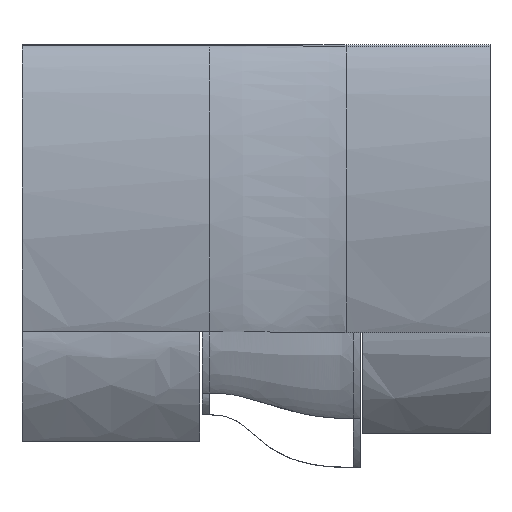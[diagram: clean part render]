
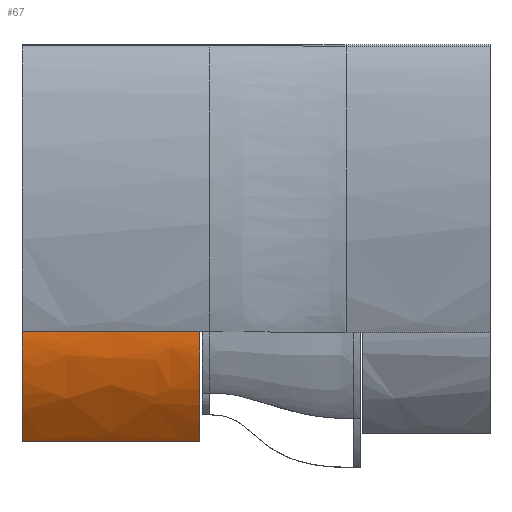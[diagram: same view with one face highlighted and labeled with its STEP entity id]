
A CAD part, front view. The second image highlights one B-rep face of the part: STEP entity #67.
In plain terms, the highlighted free-form (B-spline) face has degree [1, 3] with [2, 23] control points.
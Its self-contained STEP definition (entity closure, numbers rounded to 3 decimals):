
#67=ADVANCED_FACE('',(#99),#424,.T.);
#99=FACE_OUTER_BOUND('',#131,.T.);
#131=EDGE_LOOP('',(#231,#232,#233,#234));
#231=ORIENTED_EDGE('',*,*,#298,.F.);
#232=ORIENTED_EDGE('',*,*,#299,.F.);
#233=ORIENTED_EDGE('',*,*,#300,.F.);
#234=ORIENTED_EDGE('',*,*,#297,.F.);
#297=EDGE_CURVE('',#399,#400,#357,.T.);
#298=EDGE_CURVE('',#401,#399,#358,.T.);
#299=EDGE_CURVE('',#402,#401,#359,.T.);
#300=EDGE_CURVE('',#400,#402,#360,.T.);
#357=B_SPLINE_CURVE_WITH_KNOTS('',3,(#18322,#18323,#18324,#18325,#18326,
#18327,#18328,#18329,#18330,#18331,#18332,#18333,#18334,#18335,#18336,#18337,
#18338,#18339,#18340,#18341,#18342,#18343),.UNSPECIFIED.,.F.,.F.,(4,1,1,
1,1,1,1,1,1,1,1,1,1,1,1,1,1,1,1,4),(-209.4,-206.267,
-199.154,-190.046,-179.142,-166.679,
-152.926,-138.181,-122.761,-107.001,
-91.24,-75.819,-61.071,-47.315,
-34.847,-23.939,-14.825,-7.702,
-2.724,0.),.UNSPECIFIED.);
#358=B_SPLINE_CURVE_WITH_KNOTS('',1,(#18344,#18345),.UNSPECIFIED.,.F.,.F.,
(2,2),(-247.,0.),.UNSPECIFIED.);
#359=B_SPLINE_CURVE_WITH_KNOTS('',3,(#18346,#18347,#18348,#18349,#18350,
#18351,#18352,#18353,#18354,#18355,#18356,#18357,#18358,#18359,#18360,#18361,
#18362,#18363,#18364,#18365,#18366,#18367),.UNSPECIFIED.,.F.,.F.,(4,1,1,
1,1,1,1,1,1,1,1,1,1,1,1,1,1,1,1,4),(-209.4,-206.676,
-201.698,-194.575,-185.461,-174.553,
-162.086,-148.329,-133.581,-118.16,
-102.399,-86.639,-71.219,-56.474,
-42.721,-30.258,-19.354,-10.246,
-3.133,0.),.UNSPECIFIED.);
#360=B_SPLINE_CURVE_WITH_KNOTS('',1,(#18368,#18369),.UNSPECIFIED.,.F.,.F.,
(2,2),(-247.,0.),.UNSPECIFIED.);
#399=VERTEX_POINT('',#18318);
#400=VERTEX_POINT('',#18319);
#401=VERTEX_POINT('',#18320);
#402=VERTEX_POINT('',#18321);
#424=B_SPLINE_SURFACE_WITH_KNOTS('',1,3,((#18220,#18221,#18222,#18223,#18224,
#18225,#18226,#18227,#18228,#18229,#18230,#18231,#18232,#18233,#18234,#18235,
#18236,#18237,#18238,#18239,#18240,#18241,#18242),(#18243,#18244,#18245,
#18246,#18247,#18248,#18249,#18250,#18251,#18252,#18253,#18254,#18255,#18256,
#18257,#18258,#18259,#18260,#18261,#18262,#18263,#18264,#18265)),
 .UNSPECIFIED.,.F.,.F.,.F.,(2,2),(4,1,1,1,1,1,1,1,1,1,1,1,1,1,1,1,1,1,1,
1,4),(0.,247.),(0.,3.147,10.293,19.442,30.395,
42.915,56.73,71.543,87.032,102.864,
118.697,134.188,149.003,162.822,175.345,
186.303,195.459,202.614,207.614,210.351,
211.613),.UNSPECIFIED.);
#18220=CARTESIAN_POINT('',(247.,13.123,-82.032));
#18221=CARTESIAN_POINT('',(247.,12.439,-82.824));
#18222=CARTESIAN_POINT('',(247.,10.499,-85.632));
#18223=CARTESIAN_POINT('',(247.,7.79,-91.528));
#18224=CARTESIAN_POINT('',(247.,5.222,-100.203));
#18225=CARTESIAN_POINT('',(247.,3.364,-110.877));
#18226=CARTESIAN_POINT('',(247.,2.495,-123.223));
#18227=CARTESIAN_POINT('',(247.,2.825,-136.874));
#18228=CARTESIAN_POINT('',(247.,4.478,-151.42));
#18229=CARTESIAN_POINT('',(247.,7.484,-166.428));
#18230=CARTESIAN_POINT('',(247.,11.766,-181.473));
#18231=CARTESIAN_POINT('',(247.,17.154,-196.156));
#18232=CARTESIAN_POINT('',(247.,23.391,-210.129));
#18233=CARTESIAN_POINT('',(247.,30.159,-223.098));
#18234=CARTESIAN_POINT('',(247.,37.114,-234.846));
#18235=CARTESIAN_POINT('',(247.,43.869,-245.174));
#18236=CARTESIAN_POINT('',(247.,50.154,-254.07));
#18237=CARTESIAN_POINT('',(247.,55.434,-261.143));
#18238=CARTESIAN_POINT('',(247.,60.066,-267.174));
#18239=CARTESIAN_POINT('',(247.,62.405,-270.108));
#18240=CARTESIAN_POINT('',(247.,65.412,-274.085));
#18241=CARTESIAN_POINT('',(247.,64.798,-273.217));
#18242=CARTESIAN_POINT('',(247.,64.522,-272.83));
#18243=CARTESIAN_POINT('',(0.,13.123,-82.032));
#18244=CARTESIAN_POINT('',(0.,12.439,-82.824));
#18245=CARTESIAN_POINT('',(0.,10.499,-85.632));
#18246=CARTESIAN_POINT('',(0.,7.79,-91.528));
#18247=CARTESIAN_POINT('',(0.,5.222,-100.203));
#18248=CARTESIAN_POINT('',(0.,3.364,-110.877));
#18249=CARTESIAN_POINT('',(0.,2.495,-123.223));
#18250=CARTESIAN_POINT('',(0.,2.825,-136.874));
#18251=CARTESIAN_POINT('',(0.,4.478,-151.42));
#18252=CARTESIAN_POINT('',(0.,7.484,-166.428));
#18253=CARTESIAN_POINT('',(0.,11.766,-181.473));
#18254=CARTESIAN_POINT('',(0.,17.154,-196.156));
#18255=CARTESIAN_POINT('',(0.,23.391,-210.129));
#18256=CARTESIAN_POINT('',(0.,30.159,-223.098));
#18257=CARTESIAN_POINT('',(0.,37.114,-234.846));
#18258=CARTESIAN_POINT('',(0.,43.869,-245.174));
#18259=CARTESIAN_POINT('',(0.,50.154,-254.07));
#18260=CARTESIAN_POINT('',(0.,55.434,-261.143));
#18261=CARTESIAN_POINT('',(0.,60.066,-267.174));
#18262=CARTESIAN_POINT('',(0.,62.405,-270.108));
#18263=CARTESIAN_POINT('',(0.,65.412,-274.085));
#18264=CARTESIAN_POINT('',(0.,64.798,-273.217));
#18265=CARTESIAN_POINT('',(0.,64.522,-272.83));
#18318=CARTESIAN_POINT('',(247.,13.123,-82.032));
#18319=CARTESIAN_POINT('',(247.,64.991,-273.503));
#18320=CARTESIAN_POINT('',(0.,13.123,-82.032));
#18321=CARTESIAN_POINT('',(0.,64.991,-273.503));
#18322=CARTESIAN_POINT('',(247.,13.123,-82.032));
#18323=CARTESIAN_POINT('',(247.,12.439,-82.824));
#18324=CARTESIAN_POINT('',(247.,10.499,-85.632));
#18325=CARTESIAN_POINT('',(247.,7.79,-91.528));
#18326=CARTESIAN_POINT('',(247.,5.222,-100.203));
#18327=CARTESIAN_POINT('',(247.,3.364,-110.877));
#18328=CARTESIAN_POINT('',(247.,2.495,-123.223));
#18329=CARTESIAN_POINT('',(247.,2.825,-136.874));
#18330=CARTESIAN_POINT('',(247.,4.478,-151.42));
#18331=CARTESIAN_POINT('',(247.,7.484,-166.428));
#18332=CARTESIAN_POINT('',(247.,11.766,-181.473));
#18333=CARTESIAN_POINT('',(247.,17.154,-196.156));
#18334=CARTESIAN_POINT('',(247.,23.391,-210.129));
#18335=CARTESIAN_POINT('',(247.,30.159,-223.098));
#18336=CARTESIAN_POINT('',(247.,37.114,-234.846));
#18337=CARTESIAN_POINT('',(247.,43.869,-245.174));
#18338=CARTESIAN_POINT('',(247.,50.154,-254.07));
#18339=CARTESIAN_POINT('',(247.,55.434,-261.143));
#18340=CARTESIAN_POINT('',(247.,60.066,-267.174));
#18341=CARTESIAN_POINT('',(247.,62.405,-270.108));
#18342=CARTESIAN_POINT('',(247.,64.99,-273.527));
#18343=CARTESIAN_POINT('',(247.,64.991,-273.503));
#18344=CARTESIAN_POINT('',(0.,13.123,-82.032));
#18345=CARTESIAN_POINT('',(247.,13.123,-82.032));
#18346=CARTESIAN_POINT('',(0.,64.991,-273.503));
#18347=CARTESIAN_POINT('',(0.,64.99,-273.527));
#18348=CARTESIAN_POINT('',(0.,62.405,-270.108));
#18349=CARTESIAN_POINT('',(0.,60.066,-267.174));
#18350=CARTESIAN_POINT('',(0.,55.434,-261.143));
#18351=CARTESIAN_POINT('',(0.,50.154,-254.07));
#18352=CARTESIAN_POINT('',(0.,43.869,-245.174));
#18353=CARTESIAN_POINT('',(0.,37.114,-234.846));
#18354=CARTESIAN_POINT('',(0.,30.159,-223.098));
#18355=CARTESIAN_POINT('',(0.,23.391,-210.129));
#18356=CARTESIAN_POINT('',(0.,17.154,-196.156));
#18357=CARTESIAN_POINT('',(0.,11.766,-181.473));
#18358=CARTESIAN_POINT('',(0.,7.484,-166.428));
#18359=CARTESIAN_POINT('',(0.,4.478,-151.42));
#18360=CARTESIAN_POINT('',(0.,2.825,-136.874));
#18361=CARTESIAN_POINT('',(0.,2.495,-123.223));
#18362=CARTESIAN_POINT('',(0.,3.364,-110.877));
#18363=CARTESIAN_POINT('',(0.,5.222,-100.203));
#18364=CARTESIAN_POINT('',(0.,7.79,-91.528));
#18365=CARTESIAN_POINT('',(0.,10.499,-85.632));
#18366=CARTESIAN_POINT('',(0.,12.439,-82.824));
#18367=CARTESIAN_POINT('',(0.,13.123,-82.032));
#18368=CARTESIAN_POINT('',(247.,64.991,-273.503));
#18369=CARTESIAN_POINT('',(0.,64.991,-273.503));
